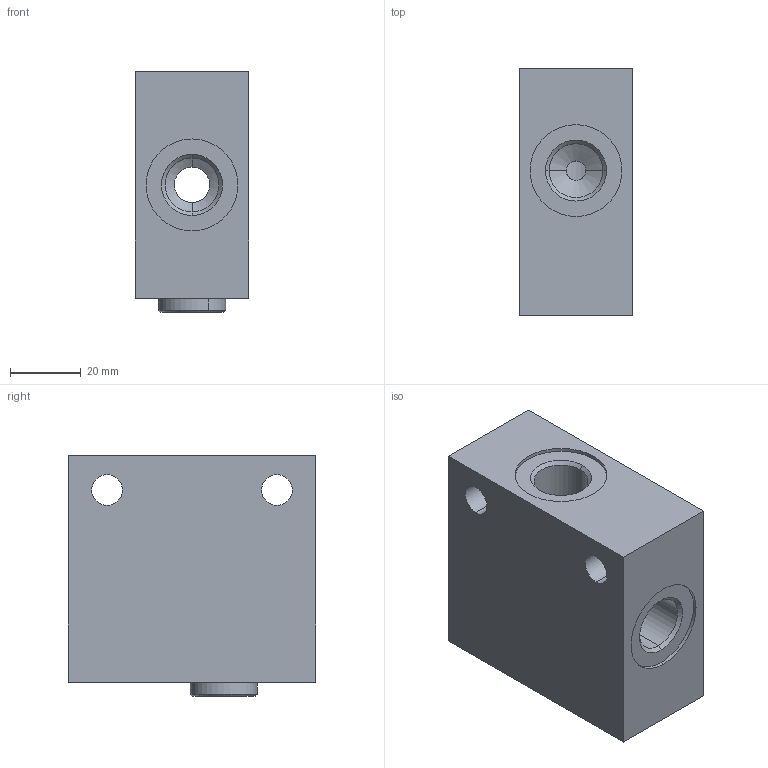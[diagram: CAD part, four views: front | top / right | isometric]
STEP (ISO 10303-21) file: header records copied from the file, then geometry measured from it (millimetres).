
FILE_DESCRIPTION (( 'STEP AP203' ), '1' );
FILE_NAME ('ML-18M3-G03G-Z01.STEP', '2026-02-25T05:23:34', ( '' ), ( '' ), 'SwSTEP 2.0', 'SolidWorks 2018', '' );
FILE_SCHEMA (( 'CONFIG_CONTROL_DESIGN' ));
Length unit declared in the file: millimetre
Products named in the file (5): 7DBG02A001; 4KE161101A001; ML-18M3-G03G-Z01; 6DBG02A001; 6EB018M3G03A001
Assembly tree (4 placements, depth 3):
  ML-18M3-G03G-Z01
    6EB018M3G03A001
    7DBG02A001
      4KE161101A001
      6DBG02A001
Bounding box: 32 x 70 x 68 mm (x, y, z)
Volume: 119051.9 mm3; surface area: 26678.1 mm2
Topology: 3 solids, 3 shells, 388 faces, 1052 edges, 686 vertices
Faces by surface type: cylinder 205, plane 114, cone 37, bspline 30, torus 2
Entity records: 16720 total; most frequent: CARTESIAN_POINT 6322, DIRECTION 2101, ORIENTED_EDGE 2100, EDGE_CURVE 1050, AXIS2_PLACEMENT_3D 793, VERTEX_POINT 686, LINE 515, VECTOR 515
